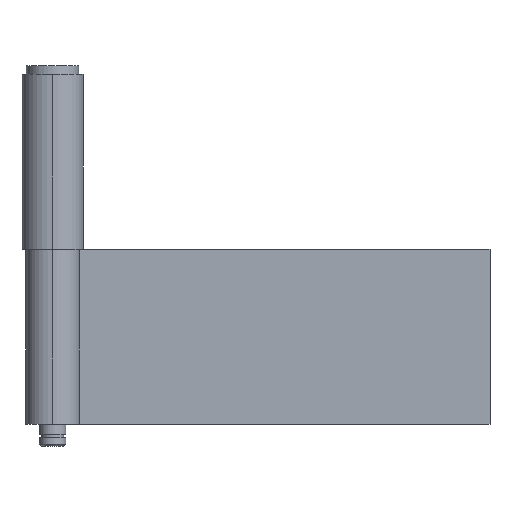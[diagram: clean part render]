
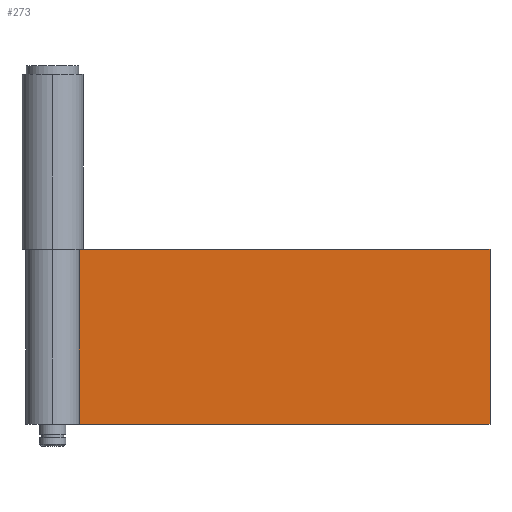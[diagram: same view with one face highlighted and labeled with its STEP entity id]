
A CAD part, top view. The second image highlights one B-rep face of the part: STEP entity #273.
In plain terms, the highlighted planar face has unit normal (0, 0, 1).
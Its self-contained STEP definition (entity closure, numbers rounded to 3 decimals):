
#41 = VERTEX_POINT ( 'NONE', #367 ) ;
#44 = EDGE_CURVE ( 'NONE', #86, #41, #366, .T. ) ;
#86 = VERTEX_POINT ( 'NONE', #418 ) ;
#183 = VERTEX_POINT ( 'NONE', #631 ) ;
#185 = EDGE_CURVE ( 'NONE', #86, #183, #630, .T. ) ;
#238 = VERTEX_POINT ( 'NONE', #727 ) ;
#244 = EDGE_CURVE ( 'NONE', #41, #238, #718, .T. ) ;
#246 = EDGE_CURVE ( 'NONE', #183, #238, #714, .T. ) ;
#267 = EDGE_LOOP ( 'NONE', ( #270, #272, #269, #268 ) ) ;
#268 = ORIENTED_EDGE ( 'NONE', *, *, #185, .T. ) ;
#269 = ORIENTED_EDGE ( 'NONE', *, *, #44, .F. ) ;
#270 = ORIENTED_EDGE ( 'NONE', *, *, #246, .T. ) ;
#272 = ORIENTED_EDGE ( 'NONE', *, *, #244, .F. ) ;
#273 = ADVANCED_FACE ( 'NONE', ( #798 ), #802, .F. ) ;
#363 = DIRECTION ( 'NONE',  ( 1., 0., 0. ) ) ;
#364 = VECTOR ( 'NONE', #363, 1000. ) ;
#365 = CARTESIAN_POINT ( 'NONE',  ( 100., 40., 0. ) ) ;
#366 = LINE ( 'NONE', #365, #364 ) ;
#367 = CARTESIAN_POINT ( 'NONE',  ( 100., 40., 0. ) ) ;
#418 = CARTESIAN_POINT ( 'NONE',  ( 6.1, 40., 0. ) ) ;
#627 = DIRECTION ( 'NONE',  ( 0., -1., 0. ) ) ;
#628 = VECTOR ( 'NONE', #627, 1000. ) ;
#629 = CARTESIAN_POINT ( 'NONE',  ( 6.1, 40., 0. ) ) ;
#630 = LINE ( 'NONE', #629, #628 ) ;
#631 = CARTESIAN_POINT ( 'NONE',  ( 6.1, 0., 0. ) ) ;
#711 = DIRECTION ( 'NONE',  ( 1., 0., 0. ) ) ;
#712 = VECTOR ( 'NONE', #711, 1000. ) ;
#713 = CARTESIAN_POINT ( 'NONE',  ( 100., 0., 0. ) ) ;
#714 = LINE ( 'NONE', #713, #712 ) ;
#715 = DIRECTION ( 'NONE',  ( 0., -1., 0. ) ) ;
#716 = VECTOR ( 'NONE', #715, 1000. ) ;
#717 = CARTESIAN_POINT ( 'NONE',  ( 100., 40., 0. ) ) ;
#718 = LINE ( 'NONE', #717, #716 ) ;
#727 = CARTESIAN_POINT ( 'NONE',  ( 100., 0., 0. ) ) ;
#794 = DIRECTION ( 'NONE',  ( -1., 0., 0. ) ) ;
#795 = DIRECTION ( 'NONE',  ( 0., 0., -1. ) ) ;
#796 = CARTESIAN_POINT ( 'NONE',  ( 100., 40., 0. ) ) ;
#797 = AXIS2_PLACEMENT_3D ( 'NONE', #796, #795, #794 ) ;
#798 = FACE_OUTER_BOUND ( 'NONE', #267, .T. ) ;
#802 = PLANE ( 'NONE',  #797 ) ;
